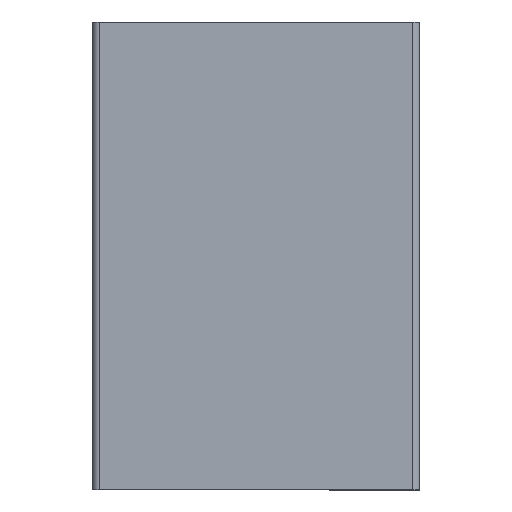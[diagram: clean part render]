
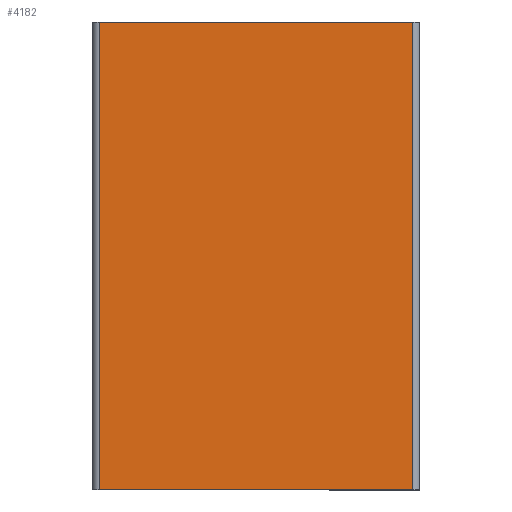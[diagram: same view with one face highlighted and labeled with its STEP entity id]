
A CAD part, left-side view. The second image highlights one B-rep face of the part: STEP entity #4182.
In plain terms, the highlighted planar face has unit normal (-1, 0, 0).
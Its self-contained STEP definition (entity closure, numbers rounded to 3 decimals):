
#99 = CARTESIAN_POINT ( 'NONE',  ( -0.125, 0.167, -0.5 ) ) ;
#474 = EDGE_CURVE ( 'NONE', #1643, #1469, #3953, .T. ) ;
#726 = VERTEX_POINT ( 'NONE', #3723 ) ;
#947 = DIRECTION ( 'NONE',  ( 0., 0., -1. ) ) ;
#1022 = ORIENTED_EDGE ( 'NONE', *, *, #2877, .F. ) ;
#1161 = DIRECTION ( 'NONE',  ( 1., 0., 0. ) ) ;
#1423 = VECTOR ( 'NONE', #2737, 1000. ) ;
#1469 = VERTEX_POINT ( 'NONE', #2917 ) ;
#1533 = CARTESIAN_POINT ( 'NONE',  ( -0.125, -0.168, -0.5 ) ) ;
#1643 = VERTEX_POINT ( 'NONE', #99 ) ;
#1805 = LINE ( 'NONE', #3704, #2856 ) ;
#2001 = ORIENTED_EDGE ( 'NONE', *, *, #474, .F. ) ;
#2553 = LINE ( 'NONE', #4061, #3603 ) ;
#2689 = EDGE_LOOP ( 'NONE', ( #2987, #4494, #2001, #1022 ) ) ;
#2737 = DIRECTION ( 'NONE',  ( 0., 1., 0. ) ) ;
#2849 = DIRECTION ( 'NONE',  ( 0., 0., 1. ) ) ;
#2856 = VECTOR ( 'NONE', #4512, 1000. ) ;
#2877 = EDGE_CURVE ( 'NONE', #3589, #1643, #3518, .T. ) ;
#2917 = CARTESIAN_POINT ( 'NONE',  ( -0.125, 0.167, 0. ) ) ;
#2987 = ORIENTED_EDGE ( 'NONE', *, *, #3287, .F. ) ;
#3105 = EDGE_CURVE ( 'NONE', #1469, #726, #1805, .T. ) ;
#3287 = EDGE_CURVE ( 'NONE', #726, #3589, #2553, .T. ) ;
#3518 = LINE ( 'NONE', #4737, #1423 ) ;
#3543 = CARTESIAN_POINT ( 'NONE',  ( -0.125, 0., -0.5 ) ) ;
#3589 = VERTEX_POINT ( 'NONE', #1533 ) ;
#3603 = VECTOR ( 'NONE', #947, 1000. ) ;
#3704 = CARTESIAN_POINT ( 'NONE',  ( -0.125, 0., 0. ) ) ;
#3721 = FACE_OUTER_BOUND ( 'NONE', #2689, .T. ) ;
#3723 = CARTESIAN_POINT ( 'NONE',  ( -0.125, -0.168, 0. ) ) ;
#3922 = PLANE ( 'NONE',  #4298 ) ;
#3940 = DIRECTION ( 'NONE',  ( 0., 0., -1. ) ) ;
#3953 = LINE ( 'NONE', #4015, #5043 ) ;
#4015 = CARTESIAN_POINT ( 'NONE',  ( -0.125, 0.167, -0.5 ) ) ;
#4061 = CARTESIAN_POINT ( 'NONE',  ( -0.125, -0.168, -0.5 ) ) ;
#4182 = ADVANCED_FACE ( 'NONE', ( #3721 ), #3922, .F. ) ;
#4298 = AXIS2_PLACEMENT_3D ( 'NONE', #3543, #1161, #3940 ) ;
#4494 = ORIENTED_EDGE ( 'NONE', *, *, #3105, .F. ) ;
#4512 = DIRECTION ( 'NONE',  ( 0., -1., 0. ) ) ;
#4737 = CARTESIAN_POINT ( 'NONE',  ( -0.125, 0., -0.5 ) ) ;
#5043 = VECTOR ( 'NONE', #2849, 1000. ) ;
